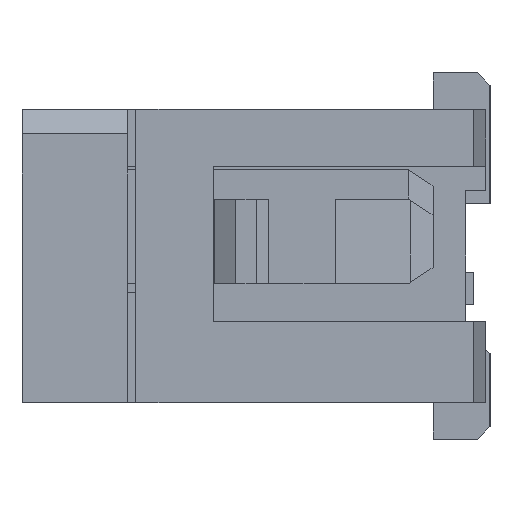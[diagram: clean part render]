
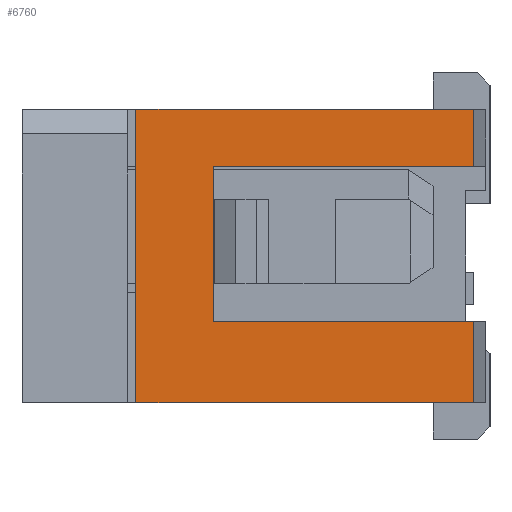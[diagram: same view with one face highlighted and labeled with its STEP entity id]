
A CAD part, left-side view. The second image highlights one B-rep face of the part: STEP entity #6760.
In plain terms, the highlighted planar face has unit normal (-1, 0, 0).
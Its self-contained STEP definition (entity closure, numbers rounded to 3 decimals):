
#1=DIRECTION('',(0.,0.,-1.));
#2=VECTOR('',#1,3.6);
#3=CARTESIAN_POINT('',(-7.425,4.3,1.8));
#4=LINE('',#3,#2);
#5=DIRECTION('',(0.,-1.,0.));
#6=VECTOR('',#5,4.15);
#7=CARTESIAN_POINT('',(-7.425,4.3,1.8));
#8=LINE('',#7,#6);
#9=DIRECTION('',(0.,0.,-1.));
#10=VECTOR('',#9,0.7);
#11=CARTESIAN_POINT('',(-7.425,0.15,1.8));
#12=LINE('',#11,#10);
#13=DIRECTION('',(0.,1.,0.));
#14=VECTOR('',#13,3.2);
#15=CARTESIAN_POINT('',(-7.425,0.15,1.1));
#16=LINE('',#15,#14);
#17=DIRECTION('',(0.,0.,-1.));
#18=VECTOR('',#17,1.9);
#19=CARTESIAN_POINT('',(-7.425,3.35,1.1));
#20=LINE('',#19,#18);
#21=DIRECTION('',(0.,0.,-1.));
#22=VECTOR('',#21,1.);
#23=CARTESIAN_POINT('',(-7.425,0.15,-0.8));
#24=LINE('',#23,#22);
#25=DIRECTION('',(0.,1.,0.));
#26=VECTOR('',#25,4.15);
#27=CARTESIAN_POINT('',(-7.425,0.15,-1.8));
#28=LINE('',#27,#26);
#1117=DIRECTION('',(0.,1.,0.));
#1118=VECTOR('',#1117,3.2);
#1119=CARTESIAN_POINT('',(-7.425,0.15,-0.8));
#1120=LINE('',#1119,#1118);
#5089=CARTESIAN_POINT('',(-7.425,4.3,1.8));
#5090=CARTESIAN_POINT('',(-7.425,4.3,-1.8));
#5091=VERTEX_POINT('',#5089);
#5092=VERTEX_POINT('',#5090);
#5101=CARTESIAN_POINT('',(-7.425,0.15,1.8));
#5102=VERTEX_POINT('',#5101);
#5109=CARTESIAN_POINT('',(-7.425,0.15,-1.8));
#5110=VERTEX_POINT('',#5109);
#5179=CARTESIAN_POINT('',(-7.425,0.15,1.1));
#5180=VERTEX_POINT('',#5179);
#5181=CARTESIAN_POINT('',(-7.425,0.15,-0.8));
#5182=VERTEX_POINT('',#5181);
#5303=CARTESIAN_POINT('',(-7.425,3.35,1.1));
#5304=CARTESIAN_POINT('',(-7.425,3.35,-0.8));
#5305=VERTEX_POINT('',#5303);
#5306=VERTEX_POINT('',#5304);
#6737=CARTESIAN_POINT('',(-7.425,0.,0.));
#6738=DIRECTION('',(1.,0.,0.));
#6739=DIRECTION('',(0.,-1.,0.));
#6740=AXIS2_PLACEMENT_3D('',#6737,#6738,#6739);
#6741=PLANE('',#6740);
#6743=ORIENTED_EDGE('',*,*,#6742,.F.);
#6745=ORIENTED_EDGE('',*,*,#6744,.T.);
#6747=ORIENTED_EDGE('',*,*,#6746,.T.);
#6749=ORIENTED_EDGE('',*,*,#6748,.T.);
#6751=ORIENTED_EDGE('',*,*,#6750,.T.);
#6753=ORIENTED_EDGE('',*,*,#6752,.F.);
#6755=ORIENTED_EDGE('',*,*,#6754,.T.);
#6757=ORIENTED_EDGE('',*,*,#6756,.T.);
#6758=EDGE_LOOP('',(#6743,#6745,#6747,#6749,#6751,#6753,#6755,#6757));
#6759=FACE_OUTER_BOUND('',#6758,.F.);
#6760=ADVANCED_FACE('',(#6759),#6741,.F.);
#6742=EDGE_CURVE('',#5091,#5092,#4,.T.);
#6744=EDGE_CURVE('',#5091,#5102,#8,.T.);
#6746=EDGE_CURVE('',#5102,#5180,#12,.T.);
#6748=EDGE_CURVE('',#5180,#5305,#16,.T.);
#6750=EDGE_CURVE('',#5305,#5306,#20,.T.);
#6752=EDGE_CURVE('',#5182,#5306,#1120,.T.);
#6754=EDGE_CURVE('',#5182,#5110,#24,.T.);
#6756=EDGE_CURVE('',#5110,#5092,#28,.T.);
